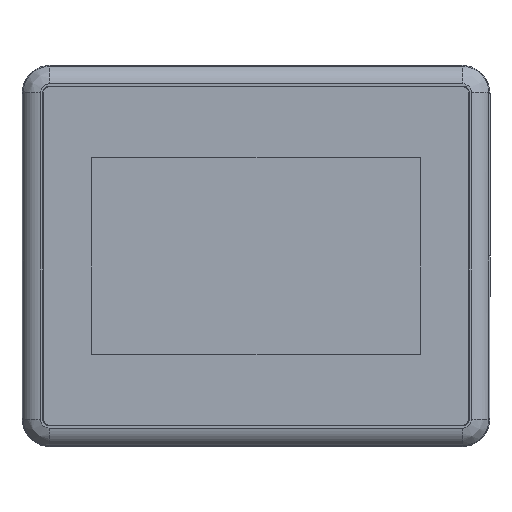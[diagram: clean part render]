
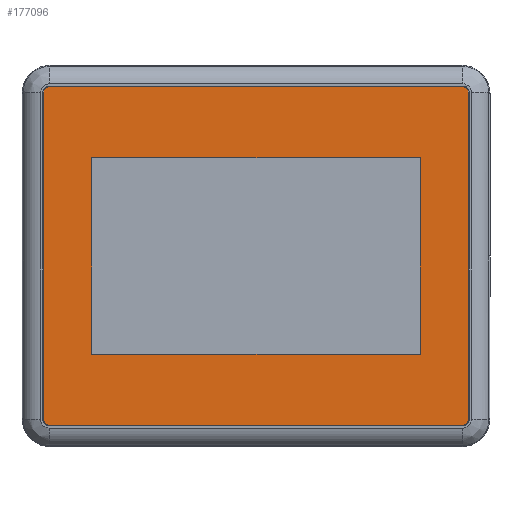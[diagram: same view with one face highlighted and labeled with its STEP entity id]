
A CAD part, top view. The second image highlights one B-rep face of the part: STEP entity #177096.
In plain terms, the highlighted planar face has unit normal (0, 0, 1).
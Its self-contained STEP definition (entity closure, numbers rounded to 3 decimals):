
#176856=CARTESIAN_POINT('',(98.2,75.2,7.9));
#176857=VERTEX_POINT('',#176856);
#176865=CARTESIAN_POINT('',(95.2,78.2,7.9));
#176866=VERTEX_POINT('',#176865);
#176873=CARTESIAN_POINT('',(95.2,75.2,7.9));
#176874=DIRECTION('',(0.0,0.0,1.0));
#176875=DIRECTION('',(-1.0,0.0,0.0));
#176876=AXIS2_PLACEMENT_3D('',#176873,#176874,#176875);
#176877=CIRCLE('',#176876,3.);
#176878=EDGE_CURVE('',#176857,#176866,#176877,.T.);
#176890=CARTESIAN_POINT('',(-95.2,78.2,7.9));
#176891=VERTEX_POINT('',#176890);
#176898=CARTESIAN_POINT('',(95.2,78.2,7.9));
#176899=DIRECTION('',(-1.0,0.0,0.0));
#176900=VECTOR('',#176899,190.4);
#176901=LINE('',#176898,#176900);
#176902=EDGE_CURVE('',#176866,#176891,#176901,.T.);
#176914=CARTESIAN_POINT('',(-98.2,75.2,7.9));
#176915=VERTEX_POINT('',#176914);
#176922=CARTESIAN_POINT('',(-95.2,75.2,7.9));
#176923=DIRECTION('',(0.0,0.0,1.0));
#176924=DIRECTION('',(1.0,0.0,0.0));
#176925=AXIS2_PLACEMENT_3D('',#176922,#176923,#176924);
#176926=CIRCLE('',#176925,3.);
#176927=EDGE_CURVE('',#176891,#176915,#176926,.T.);
#176939=CARTESIAN_POINT('',(-98.2,-75.2,7.9));
#176940=VERTEX_POINT('',#176939);
#176947=CARTESIAN_POINT('',(-98.2,75.2,7.9));
#176948=DIRECTION('',(0.0,-1.0,0.0));
#176949=VECTOR('',#176948,150.4);
#176950=LINE('',#176947,#176949);
#176951=EDGE_CURVE('',#176915,#176940,#176950,.T.);
#176963=CARTESIAN_POINT('',(-95.2,-78.2,7.9));
#176964=VERTEX_POINT('',#176963);
#176971=CARTESIAN_POINT('',(-95.2,-75.2,7.9));
#176972=DIRECTION('',(0.0,0.0,1.0));
#176973=DIRECTION('',(1.0,0.0,0.0));
#176974=AXIS2_PLACEMENT_3D('',#176971,#176972,#176973);
#176975=CIRCLE('',#176974,3.);
#176976=EDGE_CURVE('',#176940,#176964,#176975,.T.);
#176988=CARTESIAN_POINT('',(95.2,-78.2,7.9));
#176989=VERTEX_POINT('',#176988);
#176996=CARTESIAN_POINT('',(-95.2,-78.2,7.9));
#176997=DIRECTION('',(1.0,0.0,0.0));
#176998=VECTOR('',#176997,190.4);
#176999=LINE('',#176996,#176998);
#177000=EDGE_CURVE('',#176964,#176989,#176999,.T.);
#177012=CARTESIAN_POINT('',(98.2,-75.2,7.9));
#177013=VERTEX_POINT('',#177012);
#177020=CARTESIAN_POINT('',(95.2,-75.2,7.9));
#177021=DIRECTION('',(0.0,0.0,1.0));
#177022=DIRECTION('',(1.0,0.0,0.0));
#177023=AXIS2_PLACEMENT_3D('',#177020,#177021,#177022);
#177024=CIRCLE('',#177023,3.);
#177025=EDGE_CURVE('',#176989,#177013,#177024,.T.);
#177038=CARTESIAN_POINT('',(98.2,-75.2,7.9));
#177039=DIRECTION('',(0.0,1.0,0.0));
#177040=VECTOR('',#177039,150.4);
#177041=LINE('',#177038,#177040);
#177042=EDGE_CURVE('',#177013,#176857,#177041,.T.);
#177047=CARTESIAN_POINT('',(108.02,-86.02,7.9));
#177048=DIRECTION('',(0.0,0.0,-1.0));
#177049=DIRECTION('',(-1.0,0.0,0.0));
#177050=AXIS2_PLACEMENT_3D('',#177047,#177048,#177049);
#177051=PLANE('',#177050);
#177052=ORIENTED_EDGE('',*,*,#176878,.T.);
#177053=ORIENTED_EDGE('',*,*,#176902,.T.);
#177054=ORIENTED_EDGE('',*,*,#176927,.T.);
#177055=ORIENTED_EDGE('',*,*,#176951,.T.);
#177056=ORIENTED_EDGE('',*,*,#176976,.T.);
#177057=ORIENTED_EDGE('',*,*,#177000,.T.);
#177058=ORIENTED_EDGE('',*,*,#177025,.T.);
#177059=ORIENTED_EDGE('',*,*,#177042,.T.);
#177060=EDGE_LOOP('',(#177052,#177053,#177054,#177055,#177056,#177057,#177058,#177059));
#177061=FACE_OUTER_BOUND('',#177060,.T.);
#177062=CARTESIAN_POINT('',(-75.9,-45.42,7.9));
#177063=VERTEX_POINT('',#177062);
#177064=CARTESIAN_POINT('',(75.9,-45.42,7.9));
#177065=VERTEX_POINT('',#177064);
#177066=CARTESIAN_POINT('',(-75.9,-45.42,7.9));
#177067=DIRECTION('',(1.0,0.0,0.0));
#177068=VECTOR('',#177067,151.8);
#177069=LINE('',#177066,#177068);
#177070=EDGE_CURVE('',#177063,#177065,#177069,.T.);
#177071=ORIENTED_EDGE('',*,*,#177070,.F.);
#177072=CARTESIAN_POINT('',(-75.9,45.42,7.9));
#177073=VERTEX_POINT('',#177072);
#177074=CARTESIAN_POINT('',(-75.9,45.42,7.9));
#177075=DIRECTION('',(0.0,-1.0,0.0));
#177076=VECTOR('',#177075,90.84);
#177077=LINE('',#177074,#177076);
#177078=EDGE_CURVE('',#177073,#177063,#177077,.T.);
#177079=ORIENTED_EDGE('',*,*,#177078,.F.);
#177080=CARTESIAN_POINT('',(75.9,45.42,7.9));
#177081=VERTEX_POINT('',#177080);
#177082=CARTESIAN_POINT('',(75.9,45.42,7.9));
#177083=DIRECTION('',(-1.0,0.0,0.0));
#177084=VECTOR('',#177083,151.8);
#177085=LINE('',#177082,#177084);
#177086=EDGE_CURVE('',#177081,#177073,#177085,.T.);
#177087=ORIENTED_EDGE('',*,*,#177086,.F.);
#177088=CARTESIAN_POINT('',(75.9,-45.42,7.9));
#177089=DIRECTION('',(0.0,1.0,0.0));
#177090=VECTOR('',#177089,90.84);
#177091=LINE('',#177088,#177090);
#177092=EDGE_CURVE('',#177065,#177081,#177091,.T.);
#177093=ORIENTED_EDGE('',*,*,#177092,.F.);
#177094=EDGE_LOOP('',(#177071,#177079,#177087,#177093));
#177095=FACE_BOUND('',#177094,.T.);
#177096=ADVANCED_FACE('',(#177061,#177095),#177051,.F.);
